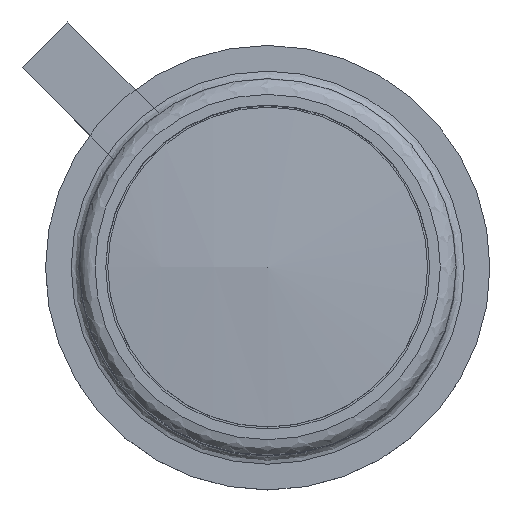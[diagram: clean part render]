
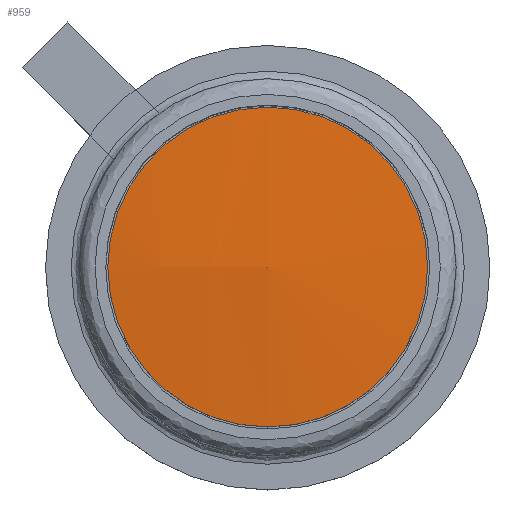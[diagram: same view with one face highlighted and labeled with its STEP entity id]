
A CAD part, top view. The second image highlights one B-rep face of the part: STEP entity #959.
In plain terms, the highlighted spherical face has radius 22.118 mm.
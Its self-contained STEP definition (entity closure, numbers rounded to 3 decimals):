
#959 = ADVANCED_FACE('',(#960),#975,.T.);
#960 = FACE_BOUND('',#961,.F.);
#961 = EDGE_LOOP('',(#962,#993,#1020));
#962 = ORIENTED_EDGE('',*,*,#963,.T.);
#963 = EDGE_CURVE('',#964,#966,#968,.T.);
#964 = VERTEX_POINT('',#965);
#965 = CARTESIAN_POINT('',(1.27,10.4,0.));
#966 = VERTEX_POINT('',#967);
#967 = CARTESIAN_POINT('',(-0.831,10.3,0.));
#968 = SEAM_CURVE('',#969,(#974,#986),.PCURVE_S1.);
#969 = CIRCLE('',#970,22.118);
#970 = AXIS2_PLACEMENT_3D('',#971,#972,#973);
#971 = CARTESIAN_POINT('',(1.27,-11.718,0.));
#972 = DIRECTION('',(0.,0.,1.));
#973 = DIRECTION('',(1.,0.,0.));
#974 = PCURVE('',#975,#980);
#975 = SPHERICAL_SURFACE('',#976,22.118);
#976 = AXIS2_PLACEMENT_3D('',#977,#978,#979);
#977 = CARTESIAN_POINT('',(1.27,-11.718,0.));
#978 = DIRECTION('',(0.,-1.,0.));
#979 = DIRECTION('',(-1.,0.,0.));
#980 = DEFINITIONAL_REPRESENTATION('',(#981),#985);
#981 = LINE('',#982,#983);
#982 = CARTESIAN_POINT('',(0.,-3.142));
#983 = VECTOR('',#984,1.);
#984 = DIRECTION('',(0.,1.));
#985 = ( GEOMETRIC_REPRESENTATION_CONTEXT(2) 
PARAMETRIC_REPRESENTATION_CONTEXT() REPRESENTATION_CONTEXT('2D SPACE',''
  ) );
#986 = PCURVE('',#975,#987);
#987 = DEFINITIONAL_REPRESENTATION('',(#988),#992);
#988 = LINE('',#989,#990);
#989 = CARTESIAN_POINT('',(-6.283,-3.142));
#990 = VECTOR('',#991,1.);
#991 = DIRECTION('',(0.,1.));
#992 = ( GEOMETRIC_REPRESENTATION_CONTEXT(2) 
PARAMETRIC_REPRESENTATION_CONTEXT() REPRESENTATION_CONTEXT('2D SPACE',''
  ) );
#993 = ORIENTED_EDGE('',*,*,#994,.F.);
#994 = EDGE_CURVE('',#966,#966,#995,.T.);
#995 = SURFACE_CURVE('',#996,(#1001,#1008),.PCURVE_S1.);
#996 = CIRCLE('',#997,2.101);
#997 = AXIS2_PLACEMENT_3D('',#998,#999,#1000);
#998 = CARTESIAN_POINT('',(1.27,10.3,0.));
#999 = DIRECTION('',(0.,1.,0.));
#1000 = DIRECTION('',(-1.,0.,0.));
#1001 = PCURVE('',#975,#1002);
#1002 = DEFINITIONAL_REPRESENTATION('',(#1003),#1007);
#1003 = LINE('',#1004,#1005);
#1004 = CARTESIAN_POINT('',(0.,-1.476));
#1005 = VECTOR('',#1006,1.);
#1006 = DIRECTION('',(-1.,0.));
#1007 = ( GEOMETRIC_REPRESENTATION_CONTEXT(2) 
PARAMETRIC_REPRESENTATION_CONTEXT() REPRESENTATION_CONTEXT('2D SPACE',''
  ) );
#1008 = PCURVE('',#1009,#1014);
#1009 = CYLINDRICAL_SURFACE('',#1010,2.101);
#1010 = AXIS2_PLACEMENT_3D('',#1011,#1012,#1013);
#1011 = CARTESIAN_POINT('',(1.27,9.4,0.));
#1012 = DIRECTION('',(0.,1.,0.));
#1013 = DIRECTION('',(-1.,0.,0.));
#1014 = DEFINITIONAL_REPRESENTATION('',(#1015),#1019);
#1015 = LINE('',#1016,#1017);
#1016 = CARTESIAN_POINT('',(0.,0.9));
#1017 = VECTOR('',#1018,1.);
#1018 = DIRECTION('',(1.,0.));
#1019 = ( GEOMETRIC_REPRESENTATION_CONTEXT(2) 
PARAMETRIC_REPRESENTATION_CONTEXT() REPRESENTATION_CONTEXT('2D SPACE',''
  ) );
#1020 = ORIENTED_EDGE('',*,*,#963,.F.);
